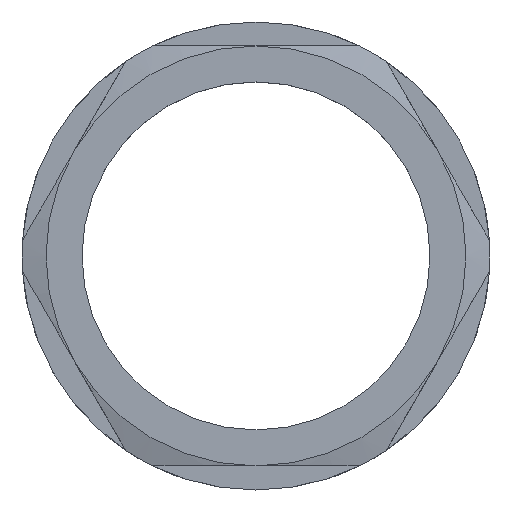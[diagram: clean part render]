
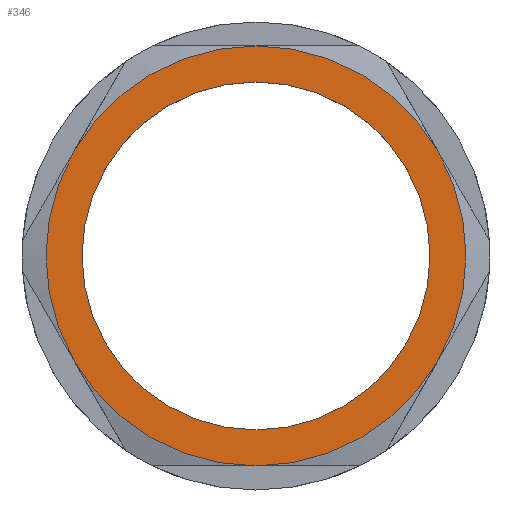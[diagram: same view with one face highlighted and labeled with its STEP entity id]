
A CAD part, top view. The second image highlights one B-rep face of the part: STEP entity #346.
In plain terms, the highlighted planar face has unit normal (0, 0, 1).
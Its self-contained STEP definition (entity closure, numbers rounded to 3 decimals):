
#7 = CIRCLE ( 'NONE', #326, 29. ) ;
#40 = CARTESIAN_POINT ( 'NONE',  ( 0., 0., 4. ) ) ;
#45 = FACE_OUTER_BOUND ( 'NONE', #462, .T. ) ;
#54 = CARTESIAN_POINT ( 'NONE',  ( -30.311, -17.5, 4. ) ) ;
#64 = FACE_BOUND ( 'NONE', #406, .T. ) ;
#74 = CIRCLE ( 'NONE', #1039, 35. ) ;
#79 = EDGE_CURVE ( 'NONE', #821, #498, #727, .T. ) ;
#93 = DIRECTION ( 'NONE',  ( 0., 0., 1. ) ) ;
#141 = CIRCLE ( 'NONE', #740, 35. ) ;
#142 = DIRECTION ( 'NONE',  ( 0., 1., 0. ) ) ;
#144 = CARTESIAN_POINT ( 'NONE',  ( 30.311, -17.5, 4. ) ) ;
#163 = DIRECTION ( 'NONE',  ( 0., 0., -1. ) ) ;
#165 = CARTESIAN_POINT ( 'NONE',  ( 0., 0., 4. ) ) ;
#166 = AXIS2_PLACEMENT_3D ( 'NONE', #1058, #1002, #998 ) ;
#170 = CARTESIAN_POINT ( 'NONE',  ( 0., 0., 4. ) ) ;
#203 = CIRCLE ( 'NONE', #166, 35. ) ;
#234 = CARTESIAN_POINT ( 'NONE',  ( -30.311, 17.5, 4. ) ) ;
#235 = EDGE_CURVE ( 'NONE', #498, #821, #7, .T. ) ;
#251 = CARTESIAN_POINT ( 'NONE',  ( 30.311, 17.5, 4. ) ) ;
#259 = DIRECTION ( 'NONE',  ( 1., 0., 0. ) ) ;
#264 = DIRECTION ( 'NONE',  ( 0., 0., -1. ) ) ;
#269 = CARTESIAN_POINT ( 'NONE',  ( 0., 0., 4. ) ) ;
#283 = DIRECTION ( 'NONE',  ( 0., 1., 0. ) ) ;
#287 = CIRCLE ( 'NONE', #835, 35. ) ;
#326 = AXIS2_PLACEMENT_3D ( 'NONE', #741, #784, #780 ) ;
#337 = AXIS2_PLACEMENT_3D ( 'NONE', #857, #798, #730 ) ;
#346 = ADVANCED_FACE ( 'NONE', ( #64, #45 ), #894, .T. ) ;
#353 = EDGE_CURVE ( 'NONE', #814, #1015, #74, .T. ) ;
#360 = CARTESIAN_POINT ( 'NONE',  ( 0., 35., 4. ) ) ;
#392 = VERTEX_POINT ( 'NONE', #360 ) ;
#394 = VERTEX_POINT ( 'NONE', #251 ) ;
#395 = ORIENTED_EDGE ( 'NONE', *, *, #79, .F. ) ;
#406 = EDGE_LOOP ( 'NONE', ( #742, #395 ) ) ;
#449 = CARTESIAN_POINT ( 'NONE',  ( 0., 0., 4. ) ) ;
#453 = DIRECTION ( 'NONE',  ( 0., 0., 1. ) ) ;
#462 = EDGE_LOOP ( 'NONE', ( #884, #522, #511, #992, #952, #491 ) ) ;
#464 = CARTESIAN_POINT ( 'NONE',  ( -29., 0., 4. ) ) ;
#491 = ORIENTED_EDGE ( 'NONE', *, *, #658, .F. ) ;
#498 = VERTEX_POINT ( 'NONE', #560 ) ;
#511 = ORIENTED_EDGE ( 'NONE', *, *, #353, .F. ) ;
#522 = ORIENTED_EDGE ( 'NONE', *, *, #1044, .F. ) ;
#530 = EDGE_CURVE ( 'NONE', #392, #394, #141, .T. ) ;
#547 = DIRECTION ( 'NONE',  ( 0., 0., -1. ) ) ;
#560 = CARTESIAN_POINT ( 'NONE',  ( 29., 0., 4. ) ) ;
#612 = AXIS2_PLACEMENT_3D ( 'NONE', #449, #453, #259 ) ;
#629 = CARTESIAN_POINT ( 'NONE',  ( 0., 0., 4. ) ) ;
#658 = EDGE_CURVE ( 'NONE', #394, #943, #203, .T. ) ;
#666 = DIRECTION ( 'NONE',  ( 0., 0., -1. ) ) ;
#672 = CIRCLE ( 'NONE', #337, 35. ) ;
#692 = DIRECTION ( 'NONE',  ( 0., 1., 0. ) ) ;
#727 = CIRCLE ( 'NONE', #612, 29. ) ;
#730 = DIRECTION ( 'NONE',  ( 0., 1., 0. ) ) ;
#740 = AXIS2_PLACEMENT_3D ( 'NONE', #170, #666, #692 ) ;
#741 = CARTESIAN_POINT ( 'NONE',  ( 0., 0., 4. ) ) ;
#742 = ORIENTED_EDGE ( 'NONE', *, *, #235, .F. ) ;
#743 = CIRCLE ( 'NONE', #770, 35. ) ;
#770 = AXIS2_PLACEMENT_3D ( 'NONE', #40, #547, #1042 ) ;
#780 = DIRECTION ( 'NONE',  ( 1., 0., 0. ) ) ;
#784 = DIRECTION ( 'NONE',  ( 0., 0., 1. ) ) ;
#787 = EDGE_CURVE ( 'NONE', #943, #969, #287, .T. ) ;
#798 = DIRECTION ( 'NONE',  ( 0., 0., -1. ) ) ;
#814 = VERTEX_POINT ( 'NONE', #54 ) ;
#821 = VERTEX_POINT ( 'NONE', #464 ) ;
#835 = AXIS2_PLACEMENT_3D ( 'NONE', #165, #163, #142 ) ;
#857 = CARTESIAN_POINT ( 'NONE',  ( 0., 0., 4. ) ) ;
#884 = ORIENTED_EDGE ( 'NONE', *, *, #530, .F. ) ;
#894 = PLANE ( 'NONE',  #982 ) ;
#943 = VERTEX_POINT ( 'NONE', #144 ) ;
#952 = ORIENTED_EDGE ( 'NONE', *, *, #787, .F. ) ;
#967 = EDGE_CURVE ( 'NONE', #969, #814, #672, .T. ) ;
#969 = VERTEX_POINT ( 'NONE', #1061 ) ;
#982 = AXIS2_PLACEMENT_3D ( 'NONE', #629, #93, #1071 ) ;
#992 = ORIENTED_EDGE ( 'NONE', *, *, #967, .F. ) ;
#998 = DIRECTION ( 'NONE',  ( 0., 1., 0. ) ) ;
#1002 = DIRECTION ( 'NONE',  ( 0., 0., -1. ) ) ;
#1015 = VERTEX_POINT ( 'NONE', #234 ) ;
#1039 = AXIS2_PLACEMENT_3D ( 'NONE', #269, #264, #283 ) ;
#1042 = DIRECTION ( 'NONE',  ( 0., 1., 0. ) ) ;
#1044 = EDGE_CURVE ( 'NONE', #1015, #392, #743, .T. ) ;
#1058 = CARTESIAN_POINT ( 'NONE',  ( 0., 0., 4. ) ) ;
#1061 = CARTESIAN_POINT ( 'NONE',  ( 0., -35., 4. ) ) ;
#1071 = DIRECTION ( 'NONE',  ( 1., 0., 0. ) ) ;
